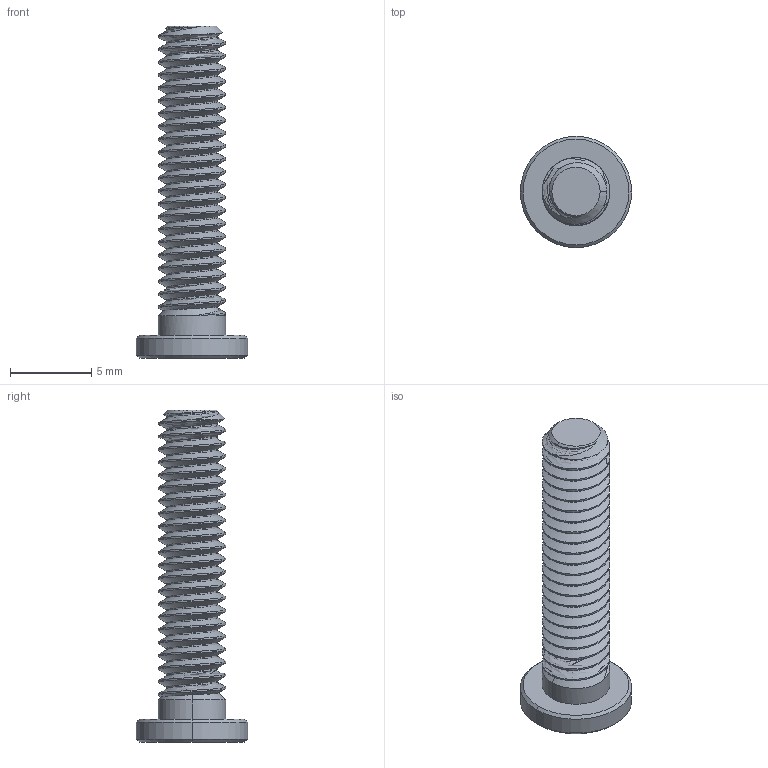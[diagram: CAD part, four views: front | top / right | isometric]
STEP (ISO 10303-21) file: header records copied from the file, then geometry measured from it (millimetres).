
FILE_DESCRIPTION (( 'STEP AP203' ), '1' );
FILE_NAME ('90357A005_Ultra-Low-Profile Socket Head Screw.STEP', '2023-08-01T14:25:47', ( 'Administrator' ), ( 'Managed by Terraform' ), 'SwSTEP 2.0', 'SolidWorks 2017', '' );
FILE_SCHEMA (( 'CONFIG_CONTROL_DESIGN' ));
Length unit declared in the file: inch
Products named in the file (1): 90357A005_Ultra-Low-Profile Socket Head Screw
Bounding box: 6.86 x 6.86 x 20.45 mm (x, y, z)
Volume: 252 mm3; surface area: 471.6 mm2
Topology: 1 solids, 1 shells, 122 faces, 334 edges, 216 vertices
Faces by surface type: cylinder 93, cone 17, plane 10, bspline 2
Entity records: 6115 total; most frequent: CARTESIAN_POINT 3499, ORIENTED_EDGE 668, DIRECTION 408, EDGE_CURVE 334, VERTEX_POINT 216, AXIS2_PLACEMENT_3D 147, EDGE_LOOP 124, FACE_OUTER_BOUND 122
